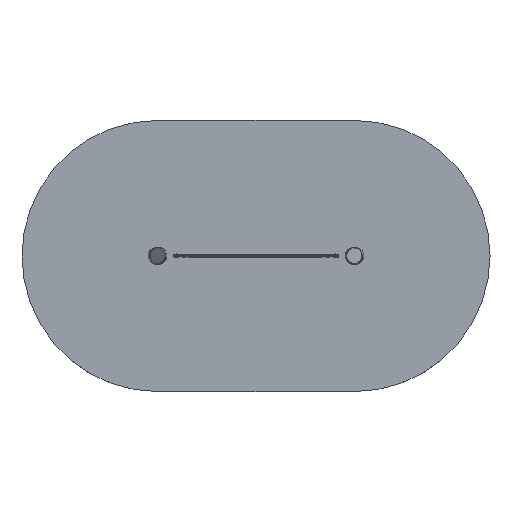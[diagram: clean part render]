
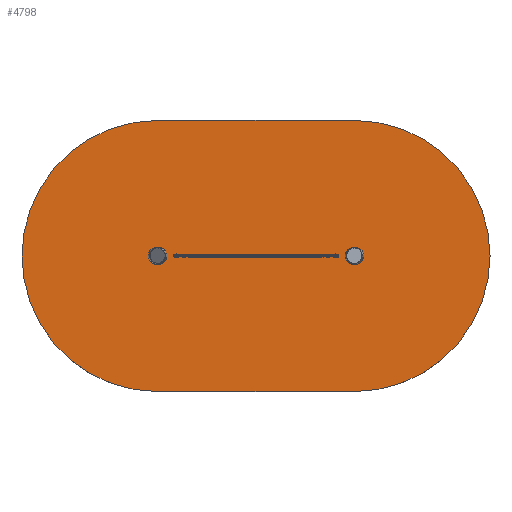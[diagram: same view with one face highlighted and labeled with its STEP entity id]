
A CAD part, top view. The second image highlights one B-rep face of the part: STEP entity #4798.
In plain terms, the highlighted planar face has unit normal (0, 0, 1).
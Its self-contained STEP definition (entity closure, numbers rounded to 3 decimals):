
#182 = AXIS2_PLACEMENT_3D ( 'NONE', #29050, #14415, #31532 ) ;
#260 = VERTEX_POINT ( 'NONE', #6776 ) ;
#385 = LINE ( 'NONE', #865, #1157 ) ;
#493 = CARTESIAN_POINT ( 'NONE',  ( 1471.611, 1141.33, 0. ) ) ;
#692 = EDGE_CURVE ( 'NONE', #22522, #19182, #7377, .T. ) ;
#865 = CARTESIAN_POINT ( 'NONE',  ( -778.489, -1958.67, 0. ) ) ;
#1157 = VECTOR ( 'NONE', #17816, 1000. ) ;
#1894 = CARTESIAN_POINT ( 'NONE',  ( -778.489, -1958.67, 0. ) ) ;
#2096 = DIRECTION ( 'NONE',  ( 1., 0., 0. ) ) ;
#2269 = AXIS2_PLACEMENT_3D ( 'NONE', #31242, #16577, #2096 ) ;
#2694 = EDGE_CURVE ( 'NONE', #8050, #18188, #18635, .T. ) ;
#3368 = EDGE_CURVE ( 'NONE', #19243, #19848, #385, .T. ) ;
#4798 = ADVANCED_FACE ( 'NONE', ( #23643 ), #24426, .F. ) ;
#5278 = CIRCLE ( 'NONE', #2269, 1549.95 ) ;
#5922 = AXIS2_PLACEMENT_3D ( 'NONE', #27291, #12681, #29719 ) ;
#6004 = ORIENTED_EDGE ( 'NONE', *, *, #14615, .T. ) ;
#6053 = AXIS2_PLACEMENT_3D ( 'NONE', #9875, #12286, #29328 ) ;
#6494 = DIRECTION ( 'NONE',  ( 0., 1., 0. ) ) ;
#6776 = CARTESIAN_POINT ( 'NONE',  ( -2328.439, -408.72, 0. ) ) ;
#7377 = LINE ( 'NONE', #21008, #19487 ) ;
#8050 = VERTEX_POINT ( 'NONE', #493 ) ;
#8177 = DIRECTION ( 'NONE',  ( -1., 0., 0. ) ) ;
#8322 = AXIS2_PLACEMENT_3D ( 'NONE', #23460, #8907, #25929 ) ;
#8420 = ORIENTED_EDGE ( 'NONE', *, *, #29967, .T. ) ;
#8907 = DIRECTION ( 'NONE',  ( 0., 0., 1. ) ) ;
#9275 = ORIENTED_EDGE ( 'NONE', *, *, #14414, .T. ) ;
#9553 = CARTESIAN_POINT ( 'NONE',  ( -2328.439, -408.62, 0. ) ) ;
#9875 = CARTESIAN_POINT ( 'NONE',  ( 1471.611, -408.62, 0. ) ) ;
#10209 = CARTESIAN_POINT ( 'NONE',  ( -778.489, 1141.33, 0. ) ) ;
#12283 = VECTOR ( 'NONE', #24107, 1000. ) ;
#12286 = DIRECTION ( 'NONE',  ( 0., 0., -1. ) ) ;
#12681 = DIRECTION ( 'NONE',  ( 0., 0., 1. ) ) ;
#13110 = ORIENTED_EDGE ( 'NONE', *, *, #3368, .T. ) ;
#14414 = EDGE_CURVE ( 'NONE', #25506, #260, #25247, .T. ) ;
#14415 = DIRECTION ( 'NONE',  ( 0., 0., 1. ) ) ;
#14615 = EDGE_CURVE ( 'NONE', #18188, #25506, #28686, .T. ) ;
#16534 = CIRCLE ( 'NONE', #8322, 1549.95 ) ;
#16577 = DIRECTION ( 'NONE',  ( 0., 0., 1. ) ) ;
#17816 = DIRECTION ( 'NONE',  ( 1., 0., 0. ) ) ;
#18188 = VERTEX_POINT ( 'NONE', #10209 ) ;
#18635 = LINE ( 'NONE', #20234, #25152 ) ;
#18979 = CIRCLE ( 'NONE', #182, 1549.95 ) ;
#19176 = EDGE_CURVE ( 'NONE', #19182, #8050, #16534, .T. ) ;
#19182 = VERTEX_POINT ( 'NONE', #20867 ) ;
#19243 = VERTEX_POINT ( 'NONE', #1894 ) ;
#19328 = EDGE_LOOP ( 'NONE', ( #22920, #23484, #6004, #9275, #24968, #13110, #8420, #22015 ) ) ;
#19487 = VECTOR ( 'NONE', #6494, 1000. ) ;
#19848 = VERTEX_POINT ( 'NONE', #29865 ) ;
#20234 = CARTESIAN_POINT ( 'NONE',  ( -778.489, 1141.33, 0. ) ) ;
#20867 = CARTESIAN_POINT ( 'NONE',  ( 3021.561, -408.62, 0. ) ) ;
#21008 = CARTESIAN_POINT ( 'NONE',  ( 3021.561, -408.62, 0. ) ) ;
#21452 = CARTESIAN_POINT ( 'NONE',  ( -2328.439, -408.62, 0. ) ) ;
#22015 = ORIENTED_EDGE ( 'NONE', *, *, #692, .T. ) ;
#22522 = VERTEX_POINT ( 'NONE', #29550 ) ;
#22920 = ORIENTED_EDGE ( 'NONE', *, *, #19176, .T. ) ;
#23460 = CARTESIAN_POINT ( 'NONE',  ( 1471.611, -408.62, 0. ) ) ;
#23484 = ORIENTED_EDGE ( 'NONE', *, *, #2694, .T. ) ;
#23643 = FACE_OUTER_BOUND ( 'NONE', #19328, .T. ) ;
#24107 = DIRECTION ( 'NONE',  ( 0., -1., 0. ) ) ;
#24426 = PLANE ( 'NONE',  #6053 ) ;
#24968 = ORIENTED_EDGE ( 'NONE', *, *, #29044, .T. ) ;
#25152 = VECTOR ( 'NONE', #8177, 1000. ) ;
#25247 = LINE ( 'NONE', #9553, #12283 ) ;
#25506 = VERTEX_POINT ( 'NONE', #21452 ) ;
#25929 = DIRECTION ( 'NONE',  ( -1., 0., 0. ) ) ;
#27291 = CARTESIAN_POINT ( 'NONE',  ( -778.489, -408.62, 0. ) ) ;
#28686 = CIRCLE ( 'NONE', #5922, 1549.95 ) ;
#29044 = EDGE_CURVE ( 'NONE', #260, #19243, #18979, .T. ) ;
#29050 = CARTESIAN_POINT ( 'NONE',  ( -778.489, -408.72, 0. ) ) ;
#29328 = DIRECTION ( 'NONE',  ( -1., 0., 0. ) ) ;
#29550 = CARTESIAN_POINT ( 'NONE',  ( 3021.561, -408.72, 0. ) ) ;
#29719 = DIRECTION ( 'NONE',  ( -1., 0., 0. ) ) ;
#29865 = CARTESIAN_POINT ( 'NONE',  ( 1471.611, -1958.67, 0. ) ) ;
#29967 = EDGE_CURVE ( 'NONE', #19848, #22522, #5278, .T. ) ;
#31242 = CARTESIAN_POINT ( 'NONE',  ( 1471.611, -408.72, 0. ) ) ;
#31532 = DIRECTION ( 'NONE',  ( -1., 0., 0. ) ) ;
